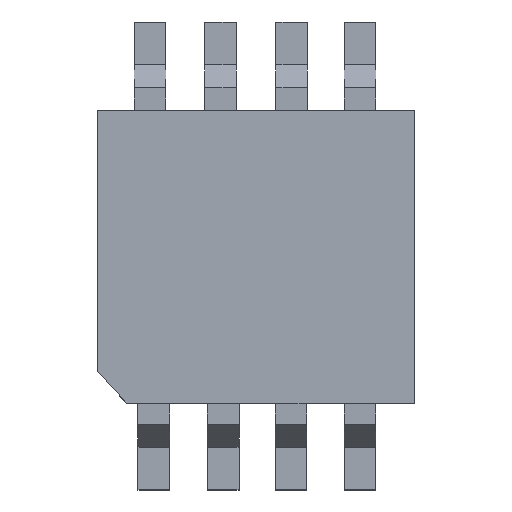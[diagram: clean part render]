
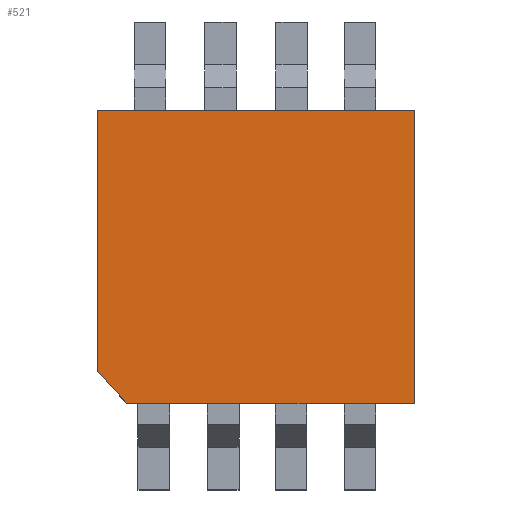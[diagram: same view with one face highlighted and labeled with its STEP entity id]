
A CAD part, top view. The second image highlights one B-rep face of the part: STEP entity #521.
In plain terms, the highlighted planar face has unit normal (0, 0, 1).
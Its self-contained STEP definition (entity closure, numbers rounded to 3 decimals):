
#58 = CARTESIAN_POINT ( 'NONE',  ( 2.29, 2.105, 0.99 ) ) ;
#111 = LINE ( 'NONE', #2189, #2567 ) ;
#212 = EDGE_CURVE ( 'NONE', #2288, #1486, #111, .T. ) ;
#302 = CARTESIAN_POINT ( 'NONE',  ( 2.29, -2.118, 0.99 ) ) ;
#397 = DIRECTION ( 'NONE',  ( 0., -1., 0. ) ) ;
#521 = ADVANCED_FACE ( 'NONE', ( #1827 ), #1235, .T. ) ;
#541 = ORIENTED_EDGE ( 'NONE', *, *, #1592, .F. ) ;
#552 = VERTEX_POINT ( 'NONE', #833 ) ;
#564 = EDGE_CURVE ( 'NONE', #2147, #2288, #843, .T. ) ;
#632 = DIRECTION ( 'NONE',  ( 0., 0., 1. ) ) ;
#775 = CARTESIAN_POINT ( 'NONE',  ( -1.873, -2.118, 0.99 ) ) ;
#795 = CARTESIAN_POINT ( 'NONE',  ( 2.29, -2.118, 0.99 ) ) ;
#813 = ORIENTED_EDGE ( 'NONE', *, *, #2595, .F. ) ;
#822 = VECTOR ( 'NONE', #1835, 1000. ) ;
#827 = LINE ( 'NONE', #1249, #2601 ) ;
#833 = CARTESIAN_POINT ( 'NONE',  ( -1.873, -2.118, 0.99 ) ) ;
#843 = LINE ( 'NONE', #58, #2193 ) ;
#844 = ORIENTED_EDGE ( 'NONE', *, *, #1272, .T. ) ;
#880 = DIRECTION ( 'NONE',  ( -1., 0., 0. ) ) ;
#1034 = CARTESIAN_POINT ( 'NONE',  ( 0., 0., 0.99 ) ) ;
#1068 = CARTESIAN_POINT ( 'NONE',  ( -2.29, 2.105, 0.99 ) ) ;
#1135 = DIRECTION ( 'NONE',  ( 0., 1., 0. ) ) ;
#1174 = CARTESIAN_POINT ( 'NONE',  ( -2.29, -1.663, 0.99 ) ) ;
#1235 = PLANE ( 'NONE',  #1871 ) ;
#1249 = CARTESIAN_POINT ( 'NONE',  ( 2.29, -2.118, 0.99 ) ) ;
#1256 = LINE ( 'NONE', #775, #822 ) ;
#1272 = EDGE_CURVE ( 'NONE', #2679, #2147, #2182, .T. ) ;
#1486 = VERTEX_POINT ( 'NONE', #1174 ) ;
#1517 = EDGE_LOOP ( 'NONE', ( #844, #2356, #1790, #813, #541 ) ) ;
#1592 = EDGE_CURVE ( 'NONE', #2679, #552, #827, .T. ) ;
#1790 = ORIENTED_EDGE ( 'NONE', *, *, #212, .T. ) ;
#1827 = FACE_OUTER_BOUND ( 'NONE', #1517, .T. ) ;
#1835 = DIRECTION ( 'NONE',  ( -0.675, 0.738, 0. ) ) ;
#1871 = AXIS2_PLACEMENT_3D ( 'NONE', #1034, #632, #397 ) ;
#2147 = VERTEX_POINT ( 'NONE', #2475 ) ;
#2182 = LINE ( 'NONE', #302, #2445 ) ;
#2189 = CARTESIAN_POINT ( 'NONE',  ( -2.29, 2.105, 0.99 ) ) ;
#2193 = VECTOR ( 'NONE', #880, 1000. ) ;
#2288 = VERTEX_POINT ( 'NONE', #1068 ) ;
#2356 = ORIENTED_EDGE ( 'NONE', *, *, #564, .T. ) ;
#2426 = DIRECTION ( 'NONE',  ( 0., -1., 0. ) ) ;
#2445 = VECTOR ( 'NONE', #1135, 1000. ) ;
#2475 = CARTESIAN_POINT ( 'NONE',  ( 2.29, 2.105, 0.99 ) ) ;
#2502 = DIRECTION ( 'NONE',  ( -1., 0., 0. ) ) ;
#2567 = VECTOR ( 'NONE', #2426, 1000. ) ;
#2595 = EDGE_CURVE ( 'NONE', #552, #1486, #1256, .T. ) ;
#2601 = VECTOR ( 'NONE', #2502, 1000. ) ;
#2679 = VERTEX_POINT ( 'NONE', #795 ) ;
